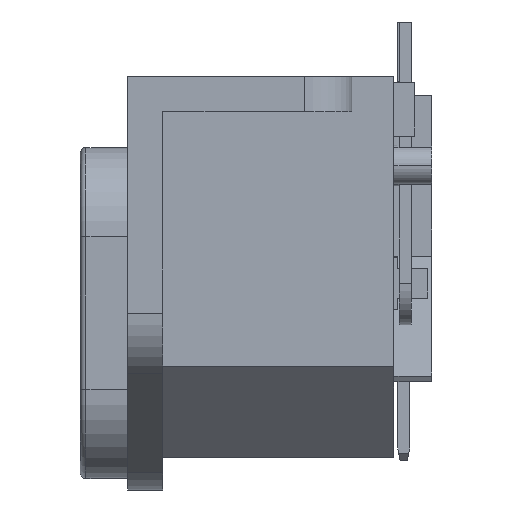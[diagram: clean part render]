
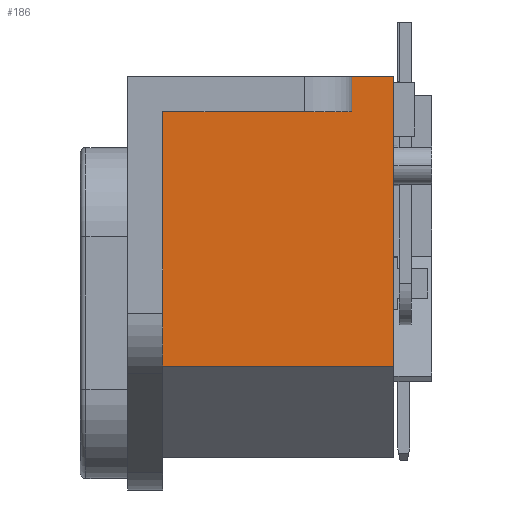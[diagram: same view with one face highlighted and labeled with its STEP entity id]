
A CAD part, left-side view. The second image highlights one B-rep face of the part: STEP entity #186.
In plain terms, the highlighted planar face has unit normal (-1, 0, 0).
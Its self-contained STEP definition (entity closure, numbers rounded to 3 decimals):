
#186=ADVANCED_FACE('',(#562),#563,.T.);
#562=FACE_OUTER_BOUND('',#1274,.T.);
#563=PLANE('',#1275);
#1274=EDGE_LOOP('',(#2165,#2166,#2167,#2168,#2169,#2170));
#1275=AXIS2_PLACEMENT_3D('',#2171,#2172,#2173);
#2165=ORIENTED_EDGE('',*,*,#4807,.T.);
#2166=ORIENTED_EDGE('',*,*,#4889,.F.);
#2167=ORIENTED_EDGE('',*,*,#4890,.T.);
#2168=ORIENTED_EDGE('',*,*,#4878,.T.);
#2169=ORIENTED_EDGE('',*,*,#4891,.T.);
#2170=ORIENTED_EDGE('',*,*,#4852,.F.);
#2171=CARTESIAN_POINT('',(-13.46,-15.52,-19.49));
#2172=DIRECTION('',(-1.0,0.0,0.0));
#2173=DIRECTION('',(0.0,0.0,1.0));
#4807=EDGE_CURVE('',#5754,#5752,#5755,.T.);
#4852=EDGE_CURVE('',#5754,#5832,#5833,.T.);
#4878=EDGE_CURVE('',#5870,#5878,#5880,.T.);
#4889=EDGE_CURVE('',#5893,#5752,#5895,.T.);
#4890=EDGE_CURVE('',#5893,#5870,#5896,.T.);
#4891=EDGE_CURVE('',#5878,#5832,#5897,.T.);
#5752=VERTEX_POINT('',#7301);
#5754=VERTEX_POINT('',#7304);
#5755=LINE('',#7305,#7306);
#5832=VERTEX_POINT('',#7411);
#5833=LINE('',#7412,#7413);
#5870=VERTEX_POINT('',#7460);
#5878=VERTEX_POINT('',#7471);
#5880=LINE('',#7474,#7475);
#5893=VERTEX_POINT('',#7496);
#5895=LINE('',#7499,#7500);
#5896=LINE('',#7501,#7502);
#5897=LINE('',#7503,#7504);
#7301=CARTESIAN_POINT('',(-13.46,0.0,-19.49));
#7304=CARTESIAN_POINT('',(-13.46,0.0,-2.36));
#7305=CARTESIAN_POINT('',(-13.46,0.0,-2.36));
#7306=VECTOR('',#9575,17.13);
#7411=CARTESIAN_POINT('',(-13.46,-12.7,-2.36));
#7412=CARTESIAN_POINT('',(-13.46,0.0,-2.36));
#7413=VECTOR('',#9652,12.7);
#7460=CARTESIAN_POINT('',(-13.46,-15.52,0.0));
#7471=CARTESIAN_POINT('',(-13.46,-12.7,0.0));
#7474=CARTESIAN_POINT('',(-13.46,-15.52,0.0));
#7475=VECTOR('',#9700,2.82);
#7496=CARTESIAN_POINT('',(-13.46,-15.52,-19.49));
#7499=CARTESIAN_POINT('',(-13.46,-15.52,-19.49));
#7500=VECTOR('',#9713,15.52);
#7501=CARTESIAN_POINT('',(-13.46,-15.52,-19.49));
#7502=VECTOR('',#9714,19.49);
#7503=CARTESIAN_POINT('',(-13.46,-12.7,0.0));
#7504=VECTOR('',#9715,2.36);
#9575=DIRECTION('',(0.0,0.0,-1.0));
#9652=DIRECTION('',(0.0,-1.0,0.0));
#9700=DIRECTION('',(0.0,1.0,0.0));
#9713=DIRECTION('',(0.0,1.0,0.0));
#9714=DIRECTION('',(0.0,0.0,1.0));
#9715=DIRECTION('',(0.0,0.0,-1.0));
